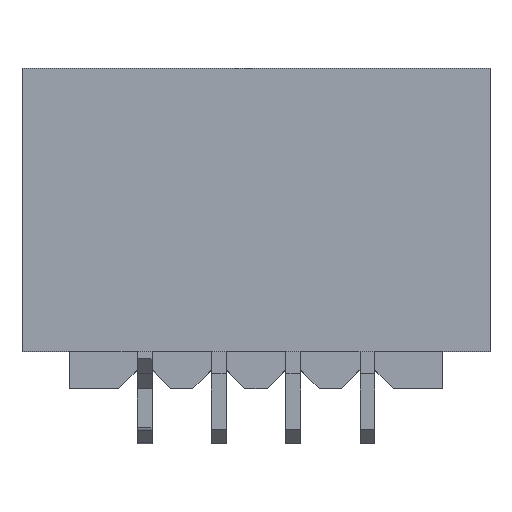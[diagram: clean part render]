
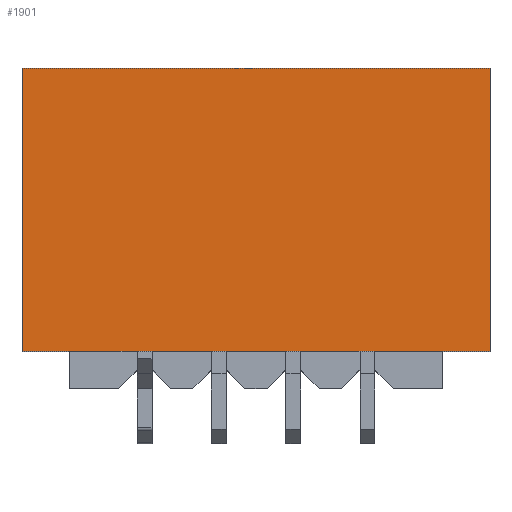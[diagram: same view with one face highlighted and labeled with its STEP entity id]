
A CAD part, top view. The second image highlights one B-rep face of the part: STEP entity #1901.
In plain terms, the highlighted planar face has unit normal (0, 0, 1).
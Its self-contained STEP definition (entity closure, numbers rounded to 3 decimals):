
#62=FACE_OUTER_BOUND('',#164,.T.);
#164=EDGE_LOOP('',(#1343,#1344,#1345,#1346));
#257=LINE('',#2642,#524);
#279=LINE('',#2684,#546);
#324=LINE('',#2775,#591);
#325=LINE('',#2776,#592);
#524=VECTOR('',#2144,10.);
#546=VECTOR('',#2168,10.);
#591=VECTOR('',#2245,10.);
#592=VECTOR('',#2246,10.);
#790=VERTEX_POINT('',#2639);
#791=VERTEX_POINT('',#2641);
#810=VERTEX_POINT('',#2682);
#840=VERTEX_POINT('',#2774);
#973=EDGE_CURVE('',#791,#790,#257,.T.);
#995=EDGE_CURVE('',#790,#810,#279,.T.);
#1040=EDGE_CURVE('',#810,#840,#324,.T.);
#1041=EDGE_CURVE('',#840,#791,#325,.T.);
#1343=ORIENTED_EDGE('',*,*,#995,.T.);
#1344=ORIENTED_EDGE('',*,*,#1040,.T.);
#1345=ORIENTED_EDGE('',*,*,#1041,.T.);
#1346=ORIENTED_EDGE('',*,*,#973,.T.);
#1802=PLANE('',#2033);
#1901=ADVANCED_FACE('',(#62),#1802,.T.);
#2033=AXIS2_PLACEMENT_3D('',#2773,#2243,#2244);
#2144=DIRECTION('',(0.,-1.,0.));
#2168=DIRECTION('',(1.,0.,0.));
#2243=DIRECTION('center_axis',(0.,0.,1.));
#2244=DIRECTION('ref_axis',(1.,0.,0.));
#2245=DIRECTION('',(0.,1.,0.));
#2246=DIRECTION('',(-1.,0.,0.));
#2639=CARTESIAN_POINT('',(-3.15,-1.655,3.14));
#2641=CARTESIAN_POINT('',(-3.15,2.155,3.14));
#2642=CARTESIAN_POINT('',(-3.15,-2.155,3.14));
#2682=CARTESIAN_POINT('',(3.15,-1.655,3.14));
#2684=CARTESIAN_POINT('',(0.2,-1.655,3.14));
#2773=CARTESIAN_POINT('Origin',(0.,0.,3.14));
#2774=CARTESIAN_POINT('',(3.15,2.155,3.14));
#2775=CARTESIAN_POINT('',(3.15,2.155,3.14));
#2776=CARTESIAN_POINT('',(-3.15,2.155,3.14));
